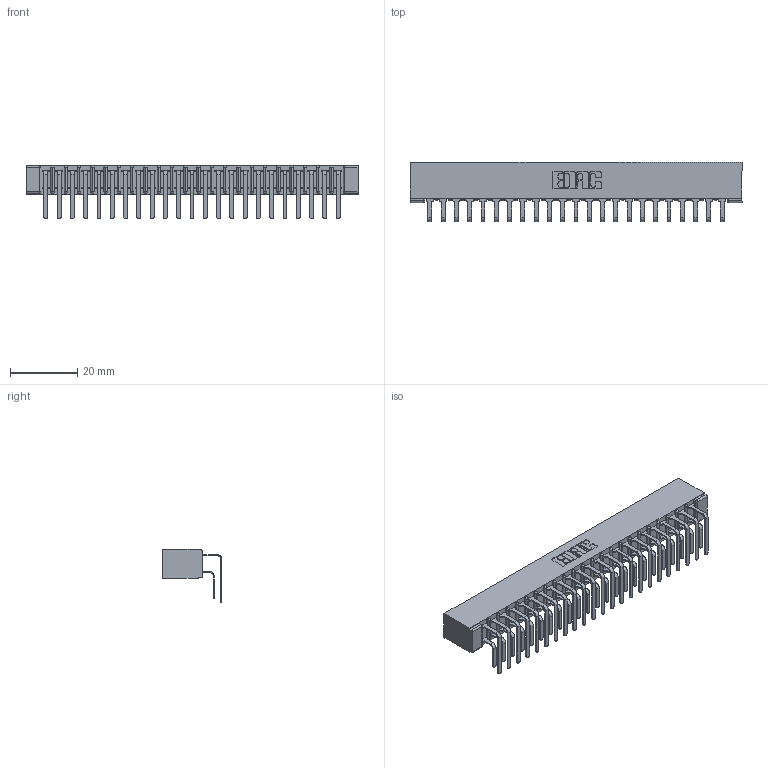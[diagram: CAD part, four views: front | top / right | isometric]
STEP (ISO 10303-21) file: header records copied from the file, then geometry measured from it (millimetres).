
FILE_DESCRIPTION (( 'STEP AP203' ), '1' );
FILE_NAME ('357-023-459-101.STEP', '2020-10-01T10:43:27', ( '' ), ( '' ), 'SwSTEP 2.0', 'SolidWorks 2020', '' );
FILE_SCHEMA (( 'CONFIG_CONTROL_DESIGN' ));
Length unit declared in the file: inch
Products named in the file (4): 307 Part_No Mounting Lugs; 357-023-459-101; 307-290-001_558 559 - 1 (Single); 307-290-001_559 - 2 (Single)
Assembly tree (47 placements, depth 2):
  357-023-459-101
    307 Part_No Mounting Lugs
    307-290-001_558 559 - 1 (Single)  x23
    307-290-001_559 - 2 (Single)  x23
Bounding box: 99.01 x 17.69 x 16.08 mm (x, y, z)
Volume: 6913.2 mm3; surface area: 13881.2 mm2
Topology: 47 solids, 47 shells, 2434 faces, 6831 edges, 4426 vertices
Faces by surface type: plane 1584, cylinder 802, sphere 48
Entity records: 23965 total; most frequent: CARTESIAN_POINT 3925, ORIENTED_EDGE 3886, DIRECTION 3851, EDGE_CURVE 1943, VECTOR 1483, LINE 1483, VERTEX_POINT 1258, AXIS2_PLACEMENT_3D 1184
